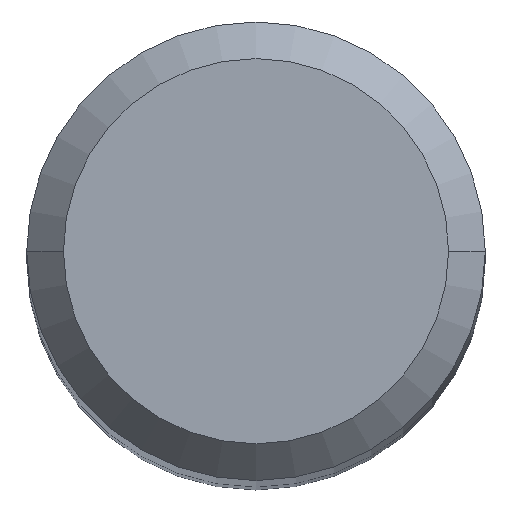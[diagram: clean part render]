
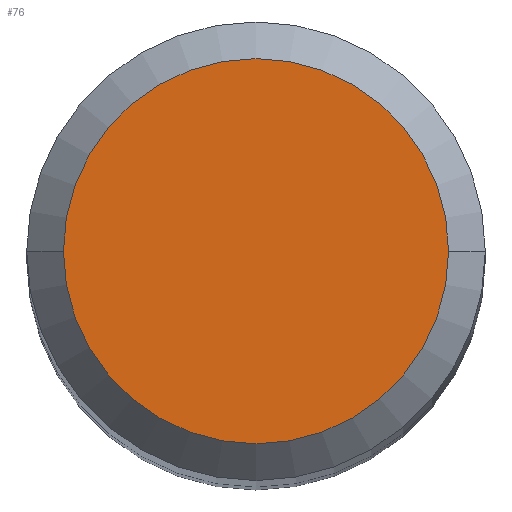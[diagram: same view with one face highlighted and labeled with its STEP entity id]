
A CAD part, top view. The second image highlights one B-rep face of the part: STEP entity #76.
In plain terms, the highlighted planar face has unit normal (0, 0, 1).
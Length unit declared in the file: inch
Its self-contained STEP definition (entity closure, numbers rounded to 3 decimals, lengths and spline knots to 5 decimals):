
#8 = FACE_OUTER_BOUND ( 'NONE', #107, .T. ) ;
#29 = DIRECTION ( 'NONE',  ( 1., 0., 0. ) ) ;
#41 = CARTESIAN_POINT ( 'NONE',  ( -0.105, 0., 0. ) ) ;
#65 = ORIENTED_EDGE ( 'NONE', *, *, #415, .T. ) ;
#70 = CARTESIAN_POINT ( 'NONE',  ( 0., 0.105, 0. ) ) ;
#71 = PLANE ( 'NONE',  #292 ) ;
#76 = ADVANCED_FACE ( 'NONE', ( #8 ), #71, .F. ) ;
#105 = CIRCLE ( 'NONE', #155, 0.105 ) ;
#107 = EDGE_LOOP ( 'NONE', ( #65, #376 ) ) ;
#110 = DIRECTION ( 'NONE',  ( 1., 0., 0. ) ) ;
#137 = VERTEX_POINT ( 'NONE', #41 ) ;
#155 = AXIS2_PLACEMENT_3D ( 'NONE', #239, #369, #110 ) ;
#161 = CARTESIAN_POINT ( 'NONE',  ( 0., 0., 0. ) ) ;
#196 = DIRECTION ( 'NONE',  ( -1., 0., 0. ) ) ;
#235 = CIRCLE ( 'NONE', #293, 0.105 ) ;
#239 = CARTESIAN_POINT ( 'NONE',  ( 0., 0., 0. ) ) ;
#288 = EDGE_CURVE ( 'NONE', #342, #137, #105, .T. ) ;
#292 = AXIS2_PLACEMENT_3D ( 'NONE', #70, #391, #196 ) ;
#293 = AXIS2_PLACEMENT_3D ( 'NONE', #161, #357, #29 ) ;
#339 = CARTESIAN_POINT ( 'NONE',  ( 0.105, 0., 0. ) ) ;
#342 = VERTEX_POINT ( 'NONE', #339 ) ;
#357 = DIRECTION ( 'NONE',  ( 0., 0., 1. ) ) ;
#369 = DIRECTION ( 'NONE',  ( 0., 0., 1. ) ) ;
#376 = ORIENTED_EDGE ( 'NONE', *, *, #288, .T. ) ;
#391 = DIRECTION ( 'NONE',  ( 0., 0., -1. ) ) ;
#415 = EDGE_CURVE ( 'NONE', #137, #342, #235, .T. ) ;
